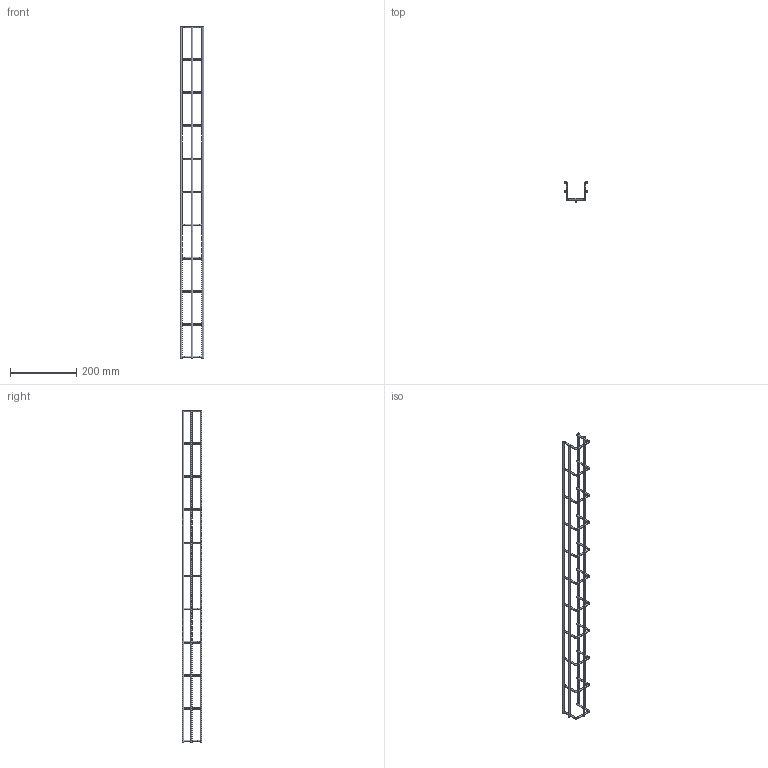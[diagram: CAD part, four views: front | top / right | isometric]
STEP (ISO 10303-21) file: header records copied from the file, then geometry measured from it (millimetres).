
FILE_DESCRIPTION (( 'STEP AP203' ), '1' );
FILE_NAME ('00406496.STEP', '2021-06-30T07:12:40', ( '' ), ( '' ), 'SwSTEP 2.0', 'SolidWorks 2020', '' );
FILE_SCHEMA (( 'CONFIG_CONTROL_DESIGN' ));
Length unit declared in the file: inch
Products named in the file (3): Cable Tray Zinc 2inches W 2inches D; 00406496; Cable Tray Zinc 12(120) inches L
Assembly tree (16 placements, depth 2):
  00406496
    Cable Tray Zinc 2inches W 2inches D  x11
    Cable Tray Zinc 12(120) inches L  x5
Bounding box: 70 x 60 x 1000 mm (x, y, z)
Volume: 131412.8 mm3; surface area: 105785.9 mm2
Topology: 16 solids, 16 shells, 152 faces, 272 edges, 152 vertices
Faces by surface type: cylinder 76, torus 44, plane 32
Entity records: 1143 total; most frequent: DIRECTION 110, CARTESIAN_POINT 91, ORIENTED_EDGE 56, AXIS2_PLACEMENT_3D 51, COORDINATED_UNIVERSAL_TIME_OFFSET 47, CALENDAR_DATE 47, LOCAL_TIME 47, DATE_AND_TIME 47
